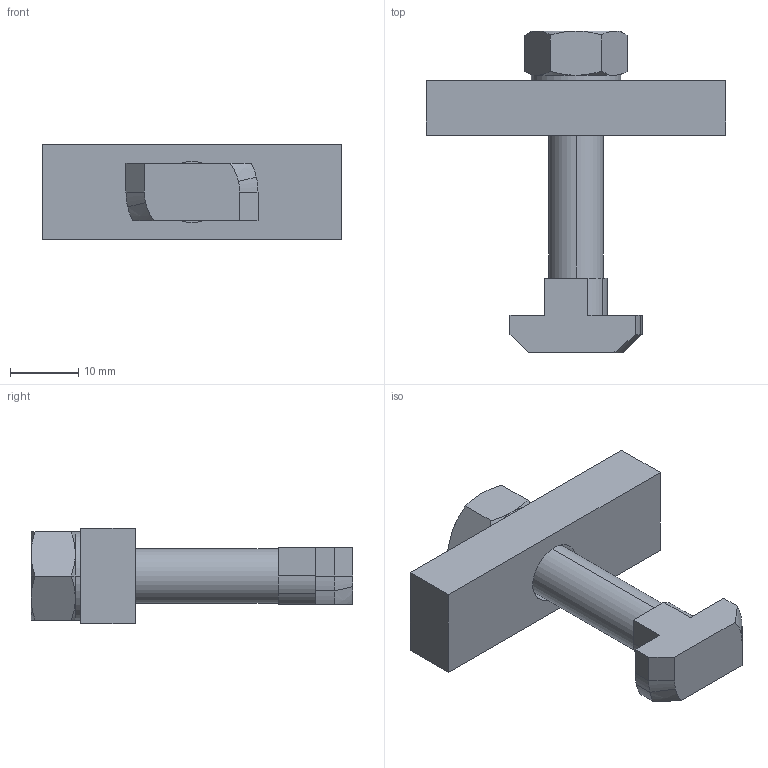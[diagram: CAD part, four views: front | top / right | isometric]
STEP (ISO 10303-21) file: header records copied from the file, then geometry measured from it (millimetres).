
FILE_DESCRIPTION(('STEP AP214'),'1');
FILE_NAME('cctmp_206E2CCD-666A-4C24-A39E-91C4DABBD429_2022_09_14_14_51_43_0667_17032..stp','2022-09-14T12:51:44',('Bosch Rexroth AG'),('CADClick - www.CADClick.com'),'Spatial InterOp 3D',' ','unknown authorization - (Healing Option Enabled)');
FILE_SCHEMA(('AUTOMOTIVE_DESIGN'));
Length unit declared in the file: millimetre
Products named in the file (1): 2022_09_14_14_51_43_0667
Bounding box: 44 x 47.3 x 14 mm (x, y, z)
Volume: 8083.2 mm3; surface area: 4187.9 mm2
Topology: 1 solids, 1 shells, 71 faces, 165 edges, 103 vertices
Faces by surface type: plane 29, cone 24, cylinder 18
Entity records: 2580 total; most frequent: CARTESIAN_POINT 392, DIRECTION 346, ORIENTED_EDGE 330, EDGE_CURVE 165, AXIS2_PLACEMENT_3D 135, VERTEX_POINT 103, EDGE_LOOP 78, LINE 76
